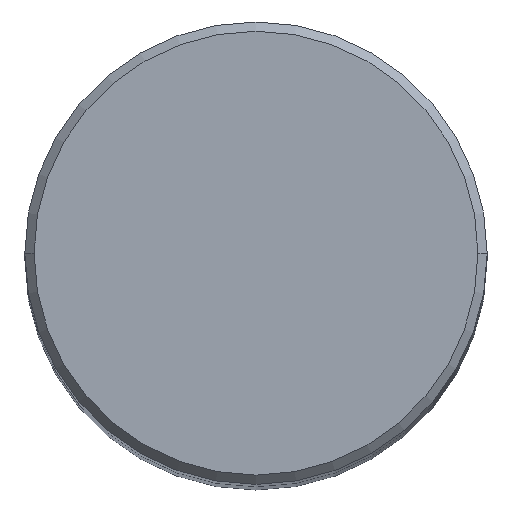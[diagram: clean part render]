
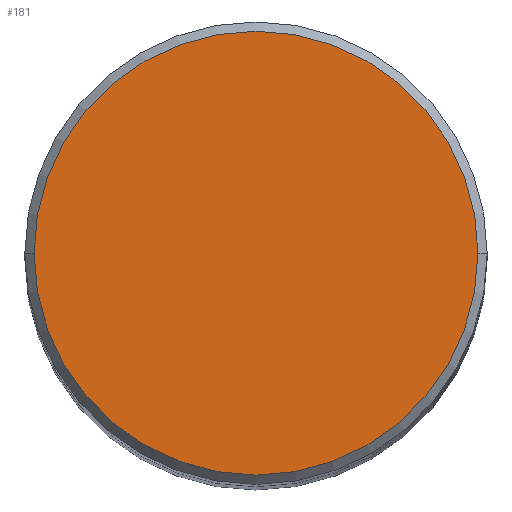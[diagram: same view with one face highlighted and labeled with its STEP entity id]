
A CAD part, top view. The second image highlights one B-rep face of the part: STEP entity #181.
In plain terms, the highlighted planar face has unit normal (0, 0, 1).
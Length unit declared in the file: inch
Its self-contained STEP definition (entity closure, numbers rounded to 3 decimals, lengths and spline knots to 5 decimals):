
#2 = CARTESIAN_POINT ( 'NONE',  ( 0., 0., 0. ) ) ;
#7 = CIRCLE ( 'NONE', #82, 0.48 ) ;
#33 = CARTESIAN_POINT ( 'NONE',  ( -0.48, 0., 0. ) ) ;
#48 = DIRECTION ( 'NONE',  ( 0., 0., 1. ) ) ;
#50 = CARTESIAN_POINT ( 'NONE',  ( 0., 0., 0. ) ) ;
#58 = CIRCLE ( 'NONE', #297, 0.48 ) ;
#68 = EDGE_CURVE ( 'NONE', #174, #74, #58, .T. ) ;
#74 = VERTEX_POINT ( 'NONE', #361 ) ;
#82 = AXIS2_PLACEMENT_3D ( 'NONE', #50, #48, #200 ) ;
#94 = DIRECTION ( 'NONE',  ( 0., 0., 1. ) ) ;
#99 = DIRECTION ( 'NONE',  ( -1., 0., 0. ) ) ;
#115 = EDGE_CURVE ( 'NONE', #74, #174, #7, .T. ) ;
#131 = ORIENTED_EDGE ( 'NONE', *, *, #68, .T. ) ;
#174 = VERTEX_POINT ( 'NONE', #33 ) ;
#181 = ADVANCED_FACE ( 'NONE', ( #256 ), #230, .F. ) ;
#200 = DIRECTION ( 'NONE',  ( 1., 0., 0. ) ) ;
#230 = PLANE ( 'NONE',  #282 ) ;
#232 = DIRECTION ( 'NONE',  ( 1., 0., 0. ) ) ;
#242 = EDGE_LOOP ( 'NONE', ( #131, #295 ) ) ;
#256 = FACE_OUTER_BOUND ( 'NONE', #242, .T. ) ;
#282 = AXIS2_PLACEMENT_3D ( 'NONE', #338, #352, #99 ) ;
#295 = ORIENTED_EDGE ( 'NONE', *, *, #115, .T. ) ;
#297 = AXIS2_PLACEMENT_3D ( 'NONE', #2, #94, #232 ) ;
#338 = CARTESIAN_POINT ( 'NONE',  ( 0., 0.48, 0. ) ) ;
#352 = DIRECTION ( 'NONE',  ( 0., 0., -1. ) ) ;
#361 = CARTESIAN_POINT ( 'NONE',  ( 0.48, 0., 0. ) ) ;
